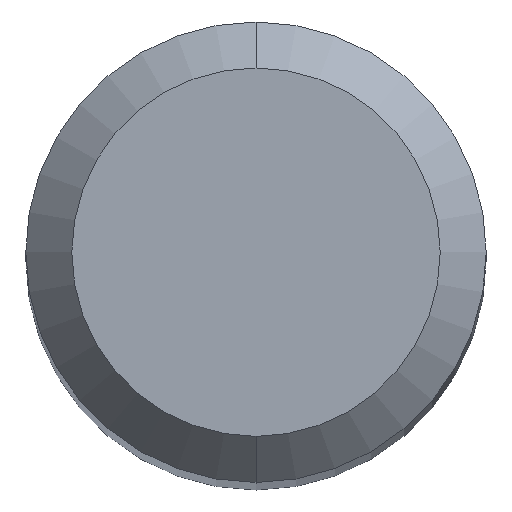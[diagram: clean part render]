
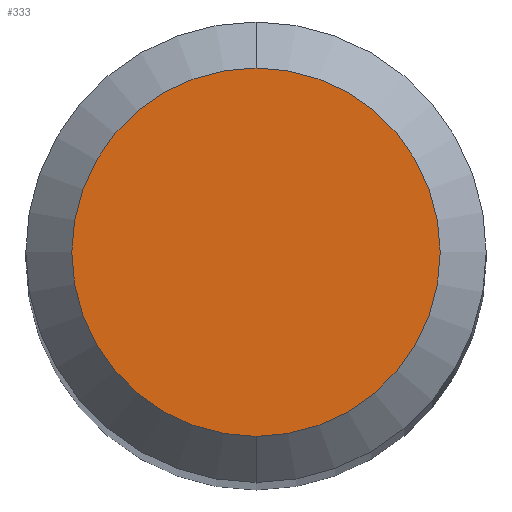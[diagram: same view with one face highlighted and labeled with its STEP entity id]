
A CAD part, top view. The second image highlights one B-rep face of the part: STEP entity #333.
In plain terms, the highlighted planar face has unit normal (0, 0, 1).
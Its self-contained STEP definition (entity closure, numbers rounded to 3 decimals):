
#237=EDGE_CURVE('',#301,#447,#550,.T.);
#301=VERTEX_POINT('',#623);
#333=ADVANCED_FACE('',(#656),#657,.T.);
#413=EDGE_CURVE('',#447,#301,#744,.T.);
#447=VERTEX_POINT('',#782);
#550=CIRCLE('',#993,1.2);
#623=CARTESIAN_POINT('',(0.0,1.2,0.0));
#656=FACE_OUTER_BOUND('',#1154,.T.);
#657=PLANE('',#1155);
#744=CIRCLE('',#1365,1.2);
#782=CARTESIAN_POINT('',(0.,-1.2,0.0));
#993=AXIS2_PLACEMENT_3D('',#1511,#1512,#1513);
#1154=EDGE_LOOP('',(#1631,#1632));
#1155=AXIS2_PLACEMENT_3D('',#1633,#1634,#1635);
#1365=AXIS2_PLACEMENT_3D('',#1729,#1730,#1731);
#1511=CARTESIAN_POINT('',(0.0,0.0,0.0));
#1512=DIRECTION('',(0.0,0.0,-1.0));
#1513=DIRECTION('',(0.0,1.0,0.0));
#1631=ORIENTED_EDGE('',*,*,#237,.F.);
#1632=ORIENTED_EDGE('',*,*,#413,.F.);
#1633=CARTESIAN_POINT('',(0.0,0.6,0.0));
#1634=DIRECTION('',(-0.0,0.0,1.0));
#1635=DIRECTION('',(0.0,-1.0,0.0));
#1729=CARTESIAN_POINT('',(0.0,0.0,0.0));
#1730=DIRECTION('',(0.0,0.0,-1.0));
#1731=DIRECTION('',(0.0,1.0,0.0));
